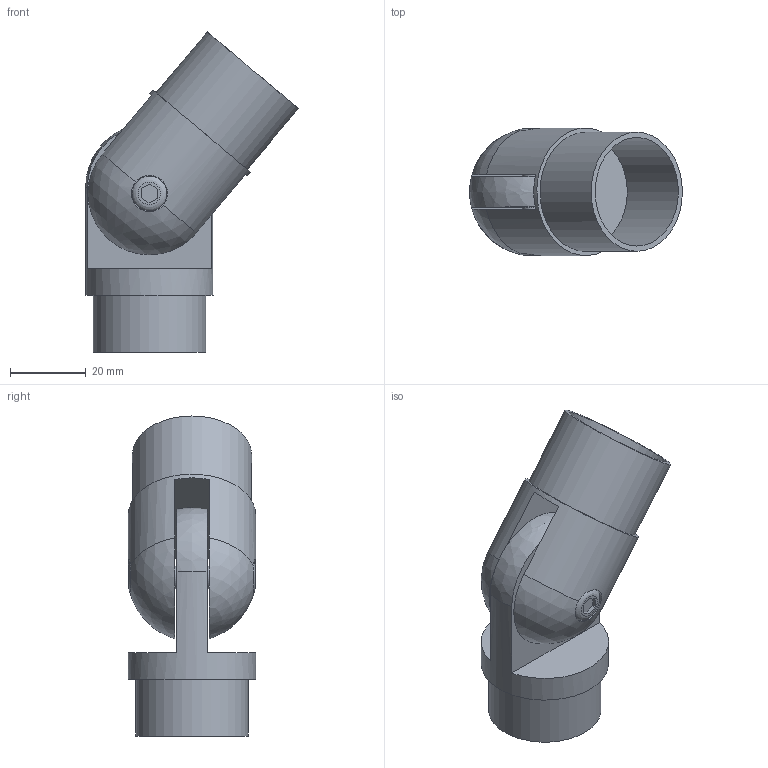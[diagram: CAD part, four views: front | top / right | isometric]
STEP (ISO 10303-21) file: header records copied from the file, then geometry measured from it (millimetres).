
FILE_DESCRIPTION(/* description */ (''),/* implementation_level */ '2;1');
FILE_NAME(/* name */ '1643_Cosch_Edelstahltechnik.stp',/* time_stamp */ '2018-08-27T19:32:21+02:00',/* author */ (''),/* organization */ (''),/* preprocessor_version */ 'ST-DEVELOPER v16',/* originating_system */ 'SIEMENS PLM Software NX 11.0',/* authorisation */ '');
FILE_SCHEMA (('AUTOMOTIVE_DESIGN { 1 0 10303 214 3 1 1 1 }'));
Length unit declared in the file: millimetre
Products named in the file (1): Goge0458A95D4mkh
Bounding box: 56.22 x 33.7 x 84.56 mm (x, y, z)
Volume: 38664.4 mm3; surface area: 18507.1 mm2
Topology: 1 solids, 1 shells, 46 faces, 105 edges, 70 vertices
Faces by surface type: plane 31, cylinder 10, sphere 3, torus 2
Full cylindrical faces by diameter (mm): 6 x2, 9.561 x2, 26.7 x1, 28.7 x1, 29.7 x1, 31.466 x1, 33.7 x2
Entity records: 1284 total; most frequent: CARTESIAN_POINT 263, DIRECTION 214, ORIENTED_EDGE 172, EDGE_CURVE 86, AXIS2_PLACEMENT_3D 83, EDGE_LOOP 70, VERTEX_POINT 64, LINE 48
